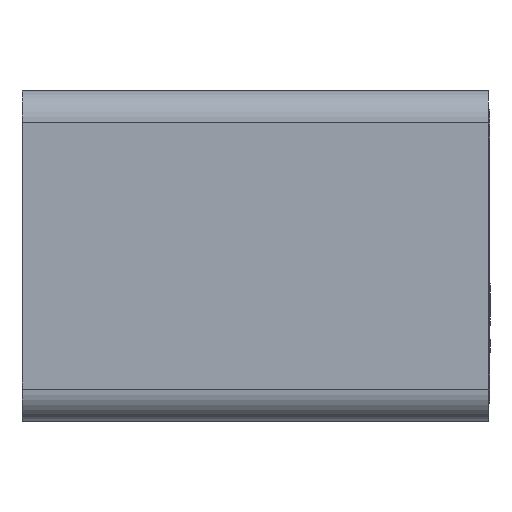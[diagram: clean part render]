
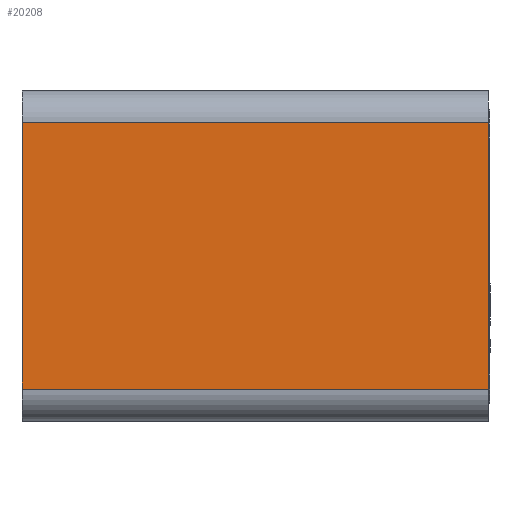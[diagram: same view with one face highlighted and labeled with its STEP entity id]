
A CAD part, top view. The second image highlights one B-rep face of the part: STEP entity #20208.
In plain terms, the highlighted planar face has unit normal (0, 0, 1).
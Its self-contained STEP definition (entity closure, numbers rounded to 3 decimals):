
#229 = CARTESIAN_POINT ( 'NONE',  ( -14.5, 10.25, 22. ) ) ;
#706 = ORIENTED_EDGE ( 'NONE', *, *, #3733, .F. ) ;
#867 = CARTESIAN_POINT ( 'NONE',  ( 14.4, 10.25, 22. ) ) ;
#2211 = CARTESIAN_POINT ( 'NONE',  ( -14.5, 8.25, 22. ) ) ;
#3733 = EDGE_CURVE ( 'NONE', #9584, #17984, #28389, .T. ) ;
#3891 = DIRECTION ( 'NONE',  ( 1., 0., 0. ) ) ;
#4284 = CARTESIAN_POINT ( 'NONE',  ( 14.4, -8.25, 22. ) ) ;
#4388 = EDGE_LOOP ( 'NONE', ( #30919, #24112, #706, #23928 ) ) ;
#6407 = VERTEX_POINT ( 'NONE', #29265 ) ;
#7390 = VECTOR ( 'NONE', #3891, 1000. ) ;
#7992 = LINE ( 'NONE', #36375, #22888 ) ;
#9168 = VERTEX_POINT ( 'NONE', #36203 ) ;
#9584 = VERTEX_POINT ( 'NONE', #34625 ) ;
#10285 = PLANE ( 'NONE',  #17434 ) ;
#10638 = EDGE_CURVE ( 'NONE', #9584, #9168, #24525, .T. ) ;
#13695 = DIRECTION ( 'NONE',  ( 0., 1., 0. ) ) ;
#14547 = VECTOR ( 'NONE', #20554, 1000. ) ;
#14709 = DIRECTION ( 'NONE',  ( 0., 0., 1. ) ) ;
#17434 = AXIS2_PLACEMENT_3D ( 'NONE', #867, #14709, #26484 ) ;
#17984 = VERTEX_POINT ( 'NONE', #2211 ) ;
#20208 = ADVANCED_FACE ( 'NONE', ( #36213 ), #10285, .T. ) ;
#20554 = DIRECTION ( 'NONE',  ( 0., 1., 0. ) ) ;
#21000 = VECTOR ( 'NONE', #13695, 1000. ) ;
#21852 = CARTESIAN_POINT ( 'NONE',  ( 14.4, 10.25, 22. ) ) ;
#22450 = EDGE_CURVE ( 'NONE', #9168, #6407, #33407, .T. ) ;
#22888 = VECTOR ( 'NONE', #33521, 1000. ) ;
#23928 = ORIENTED_EDGE ( 'NONE', *, *, #10638, .T. ) ;
#24112 = ORIENTED_EDGE ( 'NONE', *, *, #30219, .T. ) ;
#24525 = LINE ( 'NONE', #4284, #7390 ) ;
#26484 = DIRECTION ( 'NONE',  ( 0., -1., 0. ) ) ;
#28389 = LINE ( 'NONE', #229, #14547 ) ;
#29265 = CARTESIAN_POINT ( 'NONE',  ( 14.4, 8.25, 22. ) ) ;
#30219 = EDGE_CURVE ( 'NONE', #6407, #17984, #7992, .T. ) ;
#30919 = ORIENTED_EDGE ( 'NONE', *, *, #22450, .T. ) ;
#33407 = LINE ( 'NONE', #21852, #21000 ) ;
#33521 = DIRECTION ( 'NONE',  ( -1., 0., 0. ) ) ;
#34625 = CARTESIAN_POINT ( 'NONE',  ( -14.5, -8.25, 22. ) ) ;
#36203 = CARTESIAN_POINT ( 'NONE',  ( 14.4, -8.25, 22. ) ) ;
#36213 = FACE_OUTER_BOUND ( 'NONE', #4388, .T. ) ;
#36375 = CARTESIAN_POINT ( 'NONE',  ( 14.4, 8.25, 22. ) ) ;
